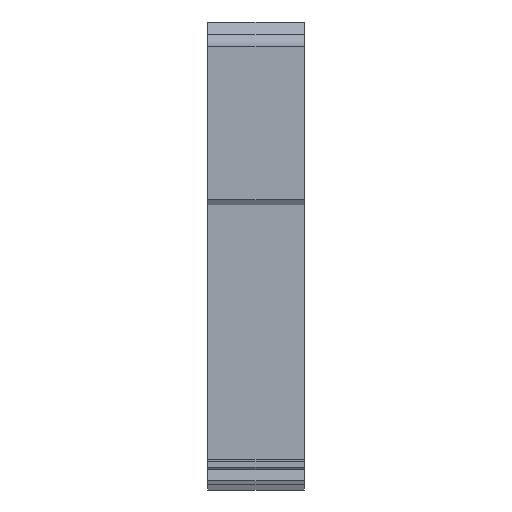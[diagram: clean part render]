
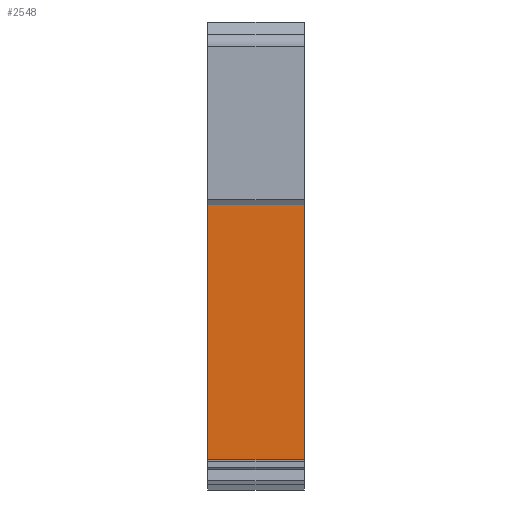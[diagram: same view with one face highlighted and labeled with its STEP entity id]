
A CAD part, front view. The second image highlights one B-rep face of the part: STEP entity #2548.
In plain terms, the highlighted planar face has unit normal (0, -1, 0).
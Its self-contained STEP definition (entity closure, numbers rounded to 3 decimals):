
#99 = AXIS2_PLACEMENT_3D ( 'NONE', #1376, #1575, #2237 ) ;
#119 = CARTESIAN_POINT ( 'NONE',  ( 15.925, 6.62, -144.515 ) ) ;
#125 = FACE_OUTER_BOUND ( 'NONE', #2376, .T. ) ;
#131 = DIRECTION ( 'NONE',  ( -1., 0., 0. ) ) ;
#162 = VECTOR ( 'NONE', #2042, 1000. ) ;
#277 = EDGE_CURVE ( 'NONE', #884, #1312, #1344, .T. ) ;
#554 = EDGE_CURVE ( 'NONE', #884, #1609, #2252, .T. ) ;
#585 = VECTOR ( 'NONE', #1291, 1000. ) ;
#586 = EDGE_CURVE ( 'NONE', #1609, #2206, #1623, .T. ) ;
#606 = CARTESIAN_POINT ( 'NONE',  ( -15.925, 6.62, -60.374 ) ) ;
#737 = CARTESIAN_POINT ( 'NONE',  ( 15.925, 6.62, -60.374 ) ) ;
#819 = ORIENTED_EDGE ( 'NONE', *, *, #277, .T. ) ;
#876 = VECTOR ( 'NONE', #1311, 1000. ) ;
#884 = VERTEX_POINT ( 'NONE', #737 ) ;
#904 = LINE ( 'NONE', #1325, #876 ) ;
#1200 = CARTESIAN_POINT ( 'NONE',  ( 15.925, 6.62, -144.515 ) ) ;
#1291 = DIRECTION ( 'NONE',  ( -1., 0., 0. ) ) ;
#1311 = DIRECTION ( 'NONE',  ( 0., 0., -1. ) ) ;
#1312 = VERTEX_POINT ( 'NONE', #606 ) ;
#1325 = CARTESIAN_POINT ( 'NONE',  ( -15.925, 6.62, -144.515 ) ) ;
#1344 = LINE ( 'NONE', #2360, #585 ) ;
#1376 = CARTESIAN_POINT ( 'NONE',  ( 15.925, 6.62, -144.515 ) ) ;
#1446 = CARTESIAN_POINT ( 'NONE',  ( -15.925, 6.62, -144.515 ) ) ;
#1563 = EDGE_CURVE ( 'NONE', #1312, #2206, #904, .T. ) ;
#1575 = DIRECTION ( 'NONE',  ( 0., 1., 0. ) ) ;
#1609 = VERTEX_POINT ( 'NONE', #1654 ) ;
#1623 = LINE ( 'NONE', #119, #1961 ) ;
#1654 = CARTESIAN_POINT ( 'NONE',  ( 15.925, 6.62, -144.515 ) ) ;
#1699 = ORIENTED_EDGE ( 'NONE', *, *, #554, .F. ) ;
#1961 = VECTOR ( 'NONE', #131, 1000. ) ;
#1967 = ORIENTED_EDGE ( 'NONE', *, *, #586, .F. ) ;
#2042 = DIRECTION ( 'NONE',  ( 0., 0., -1. ) ) ;
#2206 = VERTEX_POINT ( 'NONE', #1446 ) ;
#2237 = DIRECTION ( 'NONE',  ( 0., 0., 1. ) ) ;
#2252 = LINE ( 'NONE', #1200, #162 ) ;
#2360 = CARTESIAN_POINT ( 'NONE',  ( 15.925, 6.62, -60.374 ) ) ;
#2376 = EDGE_LOOP ( 'NONE', ( #2717, #1967, #1699, #819 ) ) ;
#2548 = ADVANCED_FACE ( 'NONE', ( #125 ), #2635, .F. ) ;
#2635 = PLANE ( 'NONE',  #99 ) ;
#2717 = ORIENTED_EDGE ( 'NONE', *, *, #1563, .T. ) ;
